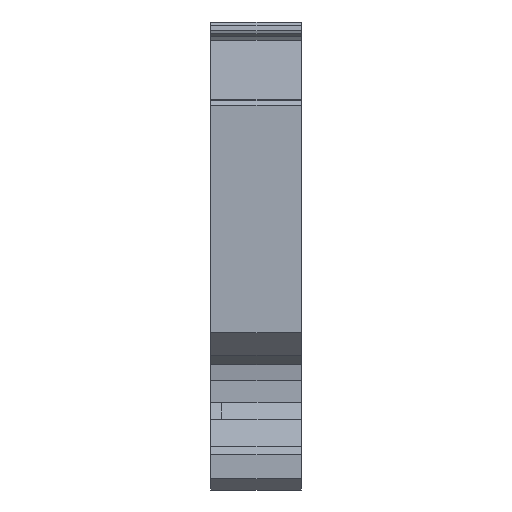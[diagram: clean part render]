
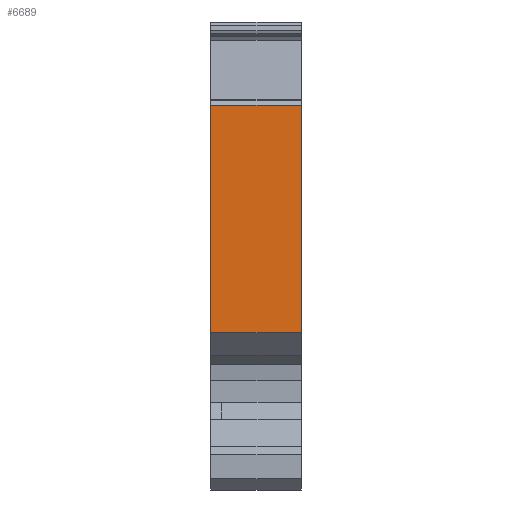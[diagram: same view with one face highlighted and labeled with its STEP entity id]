
A CAD part, left-side view. The second image highlights one B-rep face of the part: STEP entity #6689.
In plain terms, the highlighted free-form (B-spline) face has degree [1, 1] with [2, 2] control points.
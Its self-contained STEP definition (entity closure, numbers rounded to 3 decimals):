
#590=CARTESIAN_POINT('',(-46.2,8.2,28.683));
#591=VERTEX_POINT('',#590);
#598=CARTESIAN_POINT('',(-46.2,0.,28.683));
#599=VERTEX_POINT('',#598);
#600=CARTESIAN_POINT('',(-46.2,8.2,28.683));
#601=CARTESIAN_POINT('',(-46.2,0.,28.683));
#602=B_SPLINE_CURVE_WITH_KNOTS('',1,(#600,#601),.POLYLINE_FORM.,.F.,.U.,(2,2),(0.,1.),.UNSPECIFIED.);
#603=EDGE_CURVE('',#591,#599,#602,.T.);
#941=CARTESIAN_POINT('',(-46.2,8.2,8.1));
#942=VERTEX_POINT('',#941);
#958=CARTESIAN_POINT('',(-46.2,0.,8.1));
#959=VERTEX_POINT('',#958);
#966=CARTESIAN_POINT('',(-46.2,0.,8.1));
#967=CARTESIAN_POINT('',(-46.2,8.2,8.1));
#968=B_SPLINE_CURVE_WITH_KNOTS('',1,(#966,#967),.POLYLINE_FORM.,.F.,.U.,(2,2),(0.,1.),.UNSPECIFIED.);
#969=EDGE_CURVE('',#959,#942,#968,.T.);
#6670=CARTESIAN_POINT('',(-46.2,-1.005,5.187));
#6671=CARTESIAN_POINT('',(-46.2,9.205,5.187));
#6672=CARTESIAN_POINT('',(-46.2,-1.005,30.747));
#6673=CARTESIAN_POINT('',(-46.2,9.205,30.747));
#6674=B_SPLINE_SURFACE_WITH_KNOTS('',1,1,((#6670,#6671),(#6672,#6673)),.PLANE_SURF.,.F.,.F.,.U.,(2,2),(2,2),(0.,1.),(0.,1.),.UNSPECIFIED.);
#6675=ORIENTED_EDGE('',*,*,#603,.F.);
#6676=CARTESIAN_POINT('',(-46.2,8.2,8.1));
#6677=CARTESIAN_POINT('',(-46.2,8.2,28.683));
#6678=B_SPLINE_CURVE_WITH_KNOTS('',1,(#6676,#6677),.POLYLINE_FORM.,.F.,.U.,(2,2),(0.,1.),.UNSPECIFIED.);
#6679=EDGE_CURVE('',#942,#591,#6678,.T.);
#6680=ORIENTED_EDGE('',*,*,#6679,.F.);
#6681=ORIENTED_EDGE('',*,*,#969,.F.);
#6682=CARTESIAN_POINT('',(-46.2,0.,28.683));
#6683=CARTESIAN_POINT('',(-46.2,0.,8.1));
#6684=B_SPLINE_CURVE_WITH_KNOTS('',1,(#6682,#6683),.POLYLINE_FORM.,.F.,.U.,(2,2),(0.,1.),.UNSPECIFIED.);
#6685=EDGE_CURVE('',#599,#959,#6684,.T.);
#6686=ORIENTED_EDGE('',*,*,#6685,.F.);
#6687=EDGE_LOOP('',(#6675,#6680,#6681,#6686));
#6688=FACE_OUTER_BOUND('',#6687,.T.);
#6689=ADVANCED_FACE('',(#6688),#6674,.T.);
